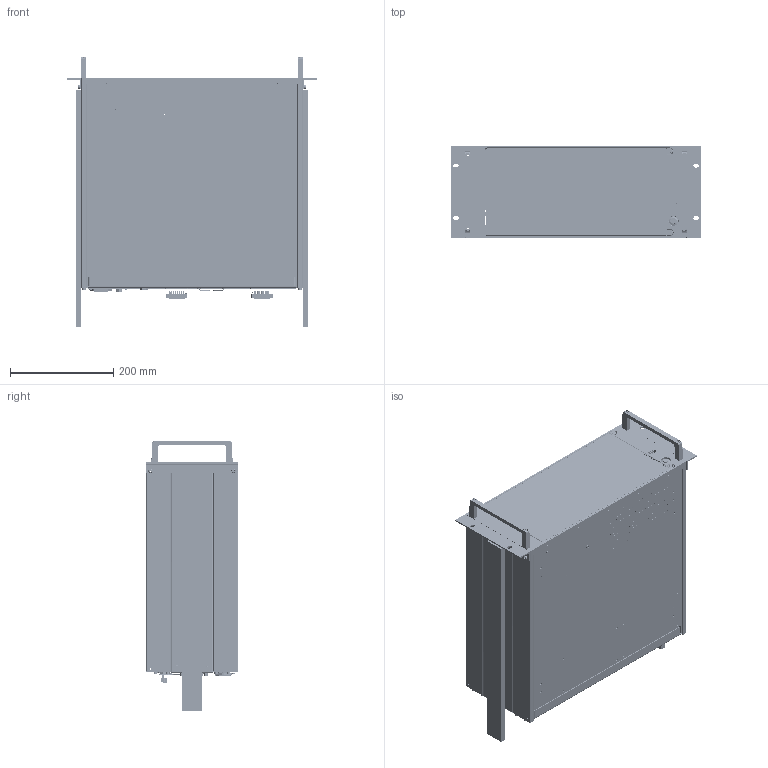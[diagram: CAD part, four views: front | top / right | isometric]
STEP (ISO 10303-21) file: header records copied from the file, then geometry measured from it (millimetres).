
FILE_DESCRIPTION (( 'STEP AP214' ), '1' );
FILE_NAME ('19100 CPC6050 RACKMOUNT VERSION 2.STEP', '2015-08-26T13:10:23', ( 'ZamoraH' ), ( 'Microsoft' ), 'SwSTEP 2.0', 'SolidWorks 2012', '' );
FILE_SCHEMA (( 'AUTOMOTIVE_DESIGN' ));
Length unit declared in the file: inch
Products named in the file (1): 19100 CPC6050 RACKMOUNT VERSION 2
Bounding box: 482.63 x 177.42 x 521.25 mm (x, y, z)
Surface area: 1391776.4 mm2 (no closed solid volume)
Topology: 0 solids, 684 shells, 2459 faces, 14666 edges, 12751 vertices
Faces by surface type: plane 1160, cylinder 1034, cone 121, bspline 69, torus 68, sphere 7
Entity records: 190566 total; most frequent: CARTESIAN_POINT 45573, DIRECTION 22683, ORIENTED_EDGE 18450, EDGE_CURVE 14652, VERTEX_POINT 12751, LINE 8549, VECTOR 8549, AXIS2_PLACEMENT_3D 7067
